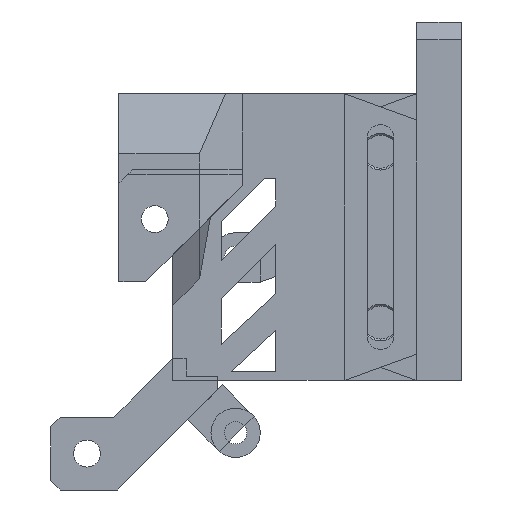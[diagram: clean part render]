
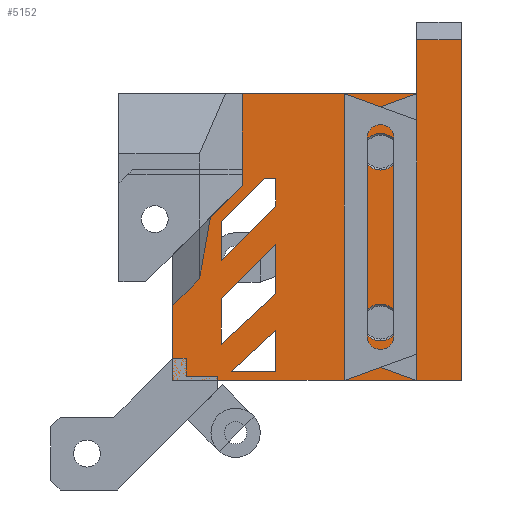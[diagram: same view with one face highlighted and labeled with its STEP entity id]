
A CAD part, left-side view. The second image highlights one B-rep face of the part: STEP entity #5152.
In plain terms, the highlighted planar face has unit normal (-1, 0, 0).
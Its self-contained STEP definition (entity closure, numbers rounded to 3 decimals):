
#176=FACE_BOUND('',#826,.T.);
#177=FACE_BOUND('',#827,.T.);
#178=FACE_BOUND('',#828,.T.);
#179=FACE_BOUND('',#829,.T.);
#180=FACE_BOUND('',#830,.T.);
#297=PLANE('',#5512);
#533=FACE_OUTER_BOUND('',#825,.T.);
#825=EDGE_LOOP('',(#3900,#3901,#3902,#3903,#3904,#3905,#3906,#3907,#3908,
#3909,#3910));
#826=EDGE_LOOP('',(#3911,#3912,#3913,#3914));
#827=EDGE_LOOP('',(#3915,#3916,#3917,#3918,#3919));
#828=EDGE_LOOP('',(#3920));
#829=EDGE_LOOP('',(#3921));
#830=EDGE_LOOP('',(#3922,#3923,#3924));
#1251=LINE('',#7465,#1840);
#1264=LINE('',#7489,#1853);
#1266=LINE('',#7494,#1855);
#1267=LINE('',#7496,#1856);
#1268=LINE('',#7498,#1857);
#1269=LINE('',#7500,#1858);
#1270=LINE('',#7502,#1859);
#1271=LINE('',#7504,#1860);
#1272=LINE('',#7506,#1861);
#1273=LINE('',#7508,#1862);
#1274=LINE('',#7509,#1863);
#1275=LINE('',#7512,#1864);
#1276=LINE('',#7514,#1865);
#1277=LINE('',#7516,#1866);
#1278=LINE('',#7517,#1867);
#1279=LINE('',#7520,#1868);
#1280=LINE('',#7522,#1869);
#1281=LINE('',#7524,#1870);
#1282=LINE('',#7526,#1871);
#1283=LINE('',#7527,#1872);
#1284=LINE('',#7534,#1873);
#1285=LINE('',#7536,#1874);
#1286=LINE('',#7537,#1875);
#1840=VECTOR('',#6103,10.);
#1853=VECTOR('',#6124,10.);
#1855=VECTOR('',#6130,10.);
#1856=VECTOR('',#6131,10.);
#1857=VECTOR('',#6132,10.);
#1858=VECTOR('',#6133,10.);
#1859=VECTOR('',#6134,10.);
#1860=VECTOR('',#6135,10.);
#1861=VECTOR('',#6136,10.);
#1862=VECTOR('',#6137,10.);
#1863=VECTOR('',#6138,10.);
#1864=VECTOR('',#6139,10.);
#1865=VECTOR('',#6140,10.);
#1866=VECTOR('',#6141,10.);
#1867=VECTOR('',#6142,10.);
#1868=VECTOR('',#6143,10.);
#1869=VECTOR('',#6144,10.);
#1870=VECTOR('',#6145,10.);
#1871=VECTOR('',#6146,10.);
#1872=VECTOR('',#6147,10.);
#1873=VECTOR('',#6152,10.);
#1874=VECTOR('',#6153,10.);
#1875=VECTOR('',#6154,10.);
#2284=CIRCLE('',#5513,2.05);
#2285=CIRCLE('',#5514,2.05);
#2466=VERTEX_POINT('',#7462);
#2467=VERTEX_POINT('',#7464);
#2474=VERTEX_POINT('',#7488);
#2475=VERTEX_POINT('',#7493);
#2476=VERTEX_POINT('',#7495);
#2477=VERTEX_POINT('',#7497);
#2478=VERTEX_POINT('',#7499);
#2479=VERTEX_POINT('',#7501);
#2480=VERTEX_POINT('',#7503);
#2481=VERTEX_POINT('',#7505);
#2482=VERTEX_POINT('',#7507);
#2483=VERTEX_POINT('',#7510);
#2484=VERTEX_POINT('',#7511);
#2485=VERTEX_POINT('',#7513);
#2486=VERTEX_POINT('',#7515);
#2487=VERTEX_POINT('',#7518);
#2488=VERTEX_POINT('',#7519);
#2489=VERTEX_POINT('',#7521);
#2490=VERTEX_POINT('',#7523);
#2491=VERTEX_POINT('',#7525);
#2492=VERTEX_POINT('',#7528);
#2493=VERTEX_POINT('',#7530);
#2494=VERTEX_POINT('',#7532);
#2495=VERTEX_POINT('',#7533);
#2496=VERTEX_POINT('',#7535);
#2999=EDGE_CURVE('',#2467,#2466,#1251,.T.);
#3012=EDGE_CURVE('',#2474,#2467,#1264,.T.);
#3014=EDGE_CURVE('',#2466,#2475,#1266,.T.);
#3015=EDGE_CURVE('',#2475,#2476,#1267,.T.);
#3016=EDGE_CURVE('',#2476,#2477,#1268,.T.);
#3017=EDGE_CURVE('',#2477,#2478,#1269,.T.);
#3018=EDGE_CURVE('',#2478,#2479,#1270,.T.);
#3019=EDGE_CURVE('',#2480,#2479,#1271,.T.);
#3020=EDGE_CURVE('',#2481,#2480,#1272,.T.);
#3021=EDGE_CURVE('',#2481,#2482,#1273,.T.);
#3022=EDGE_CURVE('',#2474,#2482,#1274,.T.);
#3023=EDGE_CURVE('',#2483,#2484,#1275,.T.);
#3024=EDGE_CURVE('',#2484,#2485,#1276,.T.);
#3025=EDGE_CURVE('',#2485,#2486,#1277,.T.);
#3026=EDGE_CURVE('',#2486,#2483,#1278,.T.);
#3027=EDGE_CURVE('',#2487,#2488,#1279,.T.);
#3028=EDGE_CURVE('',#2488,#2489,#1280,.T.);
#3029=EDGE_CURVE('',#2489,#2490,#1281,.T.);
#3030=EDGE_CURVE('',#2490,#2491,#1282,.T.);
#3031=EDGE_CURVE('',#2491,#2487,#1283,.T.);
#3032=EDGE_CURVE('',#2492,#2492,#2284,.T.);
#3033=EDGE_CURVE('',#2493,#2493,#2285,.T.);
#3034=EDGE_CURVE('',#2494,#2495,#1284,.T.);
#3035=EDGE_CURVE('',#2495,#2496,#1285,.T.);
#3036=EDGE_CURVE('',#2496,#2494,#1286,.T.);
#3900=ORIENTED_EDGE('',*,*,#3012,.T.);
#3901=ORIENTED_EDGE('',*,*,#2999,.T.);
#3902=ORIENTED_EDGE('',*,*,#3014,.T.);
#3903=ORIENTED_EDGE('',*,*,#3015,.T.);
#3904=ORIENTED_EDGE('',*,*,#3016,.T.);
#3905=ORIENTED_EDGE('',*,*,#3017,.T.);
#3906=ORIENTED_EDGE('',*,*,#3018,.T.);
#3907=ORIENTED_EDGE('',*,*,#3019,.F.);
#3908=ORIENTED_EDGE('',*,*,#3020,.F.);
#3909=ORIENTED_EDGE('',*,*,#3021,.T.);
#3910=ORIENTED_EDGE('',*,*,#3022,.F.);
#3911=ORIENTED_EDGE('',*,*,#3023,.T.);
#3912=ORIENTED_EDGE('',*,*,#3024,.T.);
#3913=ORIENTED_EDGE('',*,*,#3025,.T.);
#3914=ORIENTED_EDGE('',*,*,#3026,.T.);
#3915=ORIENTED_EDGE('',*,*,#3027,.T.);
#3916=ORIENTED_EDGE('',*,*,#3028,.T.);
#3917=ORIENTED_EDGE('',*,*,#3029,.T.);
#3918=ORIENTED_EDGE('',*,*,#3030,.T.);
#3919=ORIENTED_EDGE('',*,*,#3031,.T.);
#3920=ORIENTED_EDGE('',*,*,#3032,.F.);
#3921=ORIENTED_EDGE('',*,*,#3033,.F.);
#3922=ORIENTED_EDGE('',*,*,#3034,.T.);
#3923=ORIENTED_EDGE('',*,*,#3035,.T.);
#3924=ORIENTED_EDGE('',*,*,#3036,.T.);
#5152=ADVANCED_FACE('',(#533,#176,#177,#178,#179,#180),#297,.T.);
#5512=AXIS2_PLACEMENT_3D('',#7492,#6128,#6129);
#5513=AXIS2_PLACEMENT_3D('',#7529,#6148,#6149);
#5514=AXIS2_PLACEMENT_3D('',#7531,#6150,#6151);
#6103=DIRECTION('',(0.,1.,0.));
#6124=DIRECTION('',(0.,0.,-1.));
#6128=DIRECTION('center_axis',(-1.,0.,0.));
#6129=DIRECTION('ref_axis',(0.,0.,-1.));
#6130=DIRECTION('',(0.,-0.928,-0.371));
#6131=DIRECTION('',(0.,0.,-1.));
#6132=DIRECTION('',(0.,0.707,-0.707));
#6133=DIRECTION('',(0.,0.,-1.));
#6134=DIRECTION('',(0.,-1.,0.));
#6135=DIRECTION('',(0.,0.,-1.));
#6136=DIRECTION('',(0.,-1.,0.));
#6137=DIRECTION('',(0.,0.,-1.));
#6138=DIRECTION('',(0.,-1.,0.));
#6139=DIRECTION('',(0.,-0.707,0.707));
#6140=DIRECTION('',(0.,0.,-1.));
#6141=DIRECTION('',(0.,0.737,-0.676));
#6142=DIRECTION('',(0.,0.,1.));
#6143=DIRECTION('',(0.,0.,1.));
#6144=DIRECTION('',(0.,-0.707,0.707));
#6145=DIRECTION('',(0.,-1.,0.));
#6146=DIRECTION('',(0.,0.,-1.));
#6147=DIRECTION('',(0.,0.707,-0.707));
#6148=DIRECTION('center_axis',(-1.,0.,0.));
#6149=DIRECTION('ref_axis',(0.,-1.,0.));
#6150=DIRECTION('center_axis',(-1.,0.,0.));
#6151=DIRECTION('ref_axis',(0.,-1.,0.));
#6152=DIRECTION('',(0.,-0.737,0.676));
#6153=DIRECTION('',(0.,0.,-1.));
#6154=DIRECTION('',(0.,1.,0.));
#7462=CARTESIAN_POINT('',(-20.,-0.276,-3.));
#7464=CARTESIAN_POINT('',(-20.,-10.043,-3.));
#7465=CARTESIAN_POINT('',(-20.,-1.83,-3.));
#7488=CARTESIAN_POINT('',(-20.,-10.043,6.));
#7489=CARTESIAN_POINT('',(-20.,-10.043,1.5));
#7492=CARTESIAN_POINT('Origin',(-20.,0.,6.));
#7493=CARTESIAN_POINT('',(-20.,-5.276,-5.));
#7494=CARTESIAN_POINT('',(-20.,-1.105,-3.332));
#7495=CARTESIAN_POINT('',(-20.,-5.276,-9.));
#7496=CARTESIAN_POINT('',(-20.,-5.276,-1.5));
#7497=CARTESIAN_POINT('',(-20.,-2.276,-12.));
#7498=CARTESIAN_POINT('',(-20.,-6.207,-8.069));
#7499=CARTESIAN_POINT('',(-20.,-2.276,-26.));
#7500=CARTESIAN_POINT('',(-20.,-2.276,-13.013));
#7501=CARTESIAN_POINT('',(-20.,-34.5,-26.));
#7502=CARTESIAN_POINT('',(-20.,0.,-26.));
#7503=CARTESIAN_POINT('',(-20.,-34.5,12.));
#7504=CARTESIAN_POINT('',(-20.,-34.5,14.));
#7505=CARTESIAN_POINT('',(-20.,-29.5,12.));
#7506=CARTESIAN_POINT('',(-20.,-14.75,12.));
#7507=CARTESIAN_POINT('',(-20.,-29.5,6.));
#7508=CARTESIAN_POINT('',(-20.,-29.5,14.));
#7509=CARTESIAN_POINT('',(-20.,0.,6.));
#7510=CARTESIAN_POINT('',(-20.,-7.7,-16.893));
#7511=CARTESIAN_POINT('',(-20.,-13.8,-10.793));
#7512=CARTESIAN_POINT('',(-20.,-14.548,-10.044));
#7513=CARTESIAN_POINT('',(-20.,-13.8,-16.347));
#7514=CARTESIAN_POINT('',(-20.,-13.8,-5.174));
#7515=CARTESIAN_POINT('',(-20.,-7.7,-21.939));
#7516=CARTESIAN_POINT('',(-20.,-12.566,-17.478));
#7517=CARTESIAN_POINT('',(-20.,-7.7,-5.446));
#7518=CARTESIAN_POINT('',(-20.,-7.7,-12.65));
#7519=CARTESIAN_POINT('',(-20.,-7.7,-8.25));
#7520=CARTESIAN_POINT('',(-20.,-7.7,-1.125));
#7521=CARTESIAN_POINT('',(-20.,-12.5,-3.45));
#7522=CARTESIAN_POINT('',(-20.,-11.738,-4.212));
#7523=CARTESIAN_POINT('',(-20.,-13.8,-3.45));
#7524=CARTESIAN_POINT('',(-20.,-6.9,-3.45));
#7525=CARTESIAN_POINT('',(-20.,-13.8,-6.55));
#7526=CARTESIAN_POINT('',(-20.,-13.8,-0.275));
#7527=CARTESIAN_POINT('',(-20.,-10.438,-9.912));
#7528=CARTESIAN_POINT('',(-20.,-23.425,-19.535));
#7529=CARTESIAN_POINT('Origin',(-20.,-25.475,-19.535));
#7530=CARTESIAN_POINT('',(-20.,-23.425,-0.465));
#7531=CARTESIAN_POINT('Origin',(-20.,-25.475,-0.465));
#7532=CARTESIAN_POINT('',(-20.,-8.8,-25.));
#7533=CARTESIAN_POINT('',(-20.,-13.8,-20.417));
#7534=CARTESIAN_POINT('',(-20.,-16.63,-17.823));
#7535=CARTESIAN_POINT('',(-20.,-13.8,-25.));
#7536=CARTESIAN_POINT('',(-20.,-13.8,-9.5));
#7537=CARTESIAN_POINT('',(-20.,-4.4,-25.));
